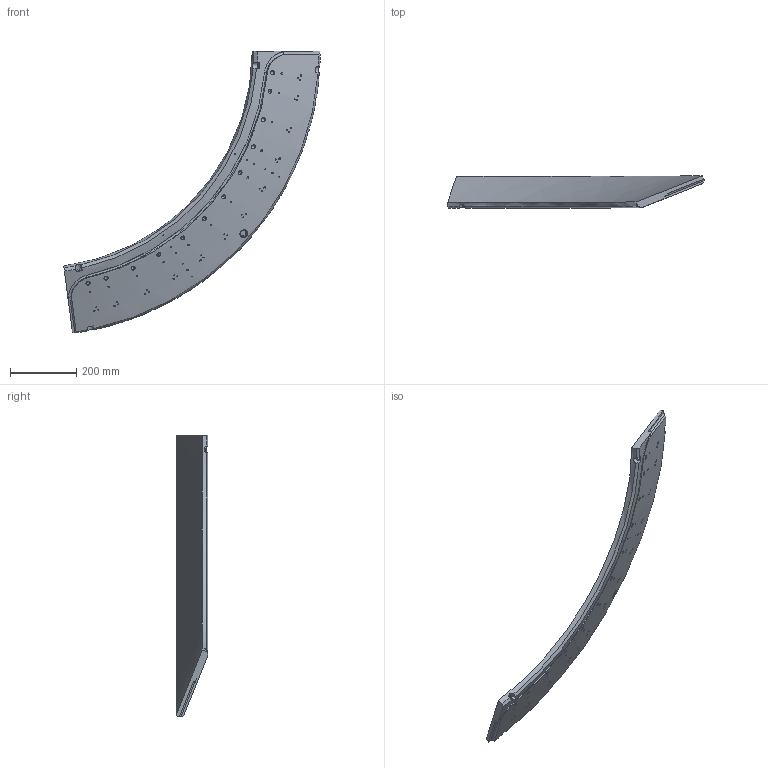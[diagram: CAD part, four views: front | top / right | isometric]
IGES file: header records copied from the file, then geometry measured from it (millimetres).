
Start section:  PTC IGES file: lld-plate.igs
Global section: file name: lld-plate.igs; native system: Pro/ENGINEER by Parametric Technology Corporation; preprocessor: 2009220; author: gpaluzzi; organization: Unknown; date: 20091027.095601; units: inch
Bounding box: 774.85 x 96.67 x 851.77 mm (x, y, z)
Surface area: 628409.6 mm2 (no closed solid volume)
Topology: 0 solids, 0 shells, 669 faces, 7335 edges, 9677 vertices
Faces by surface type: revolution 507, bspline 162
